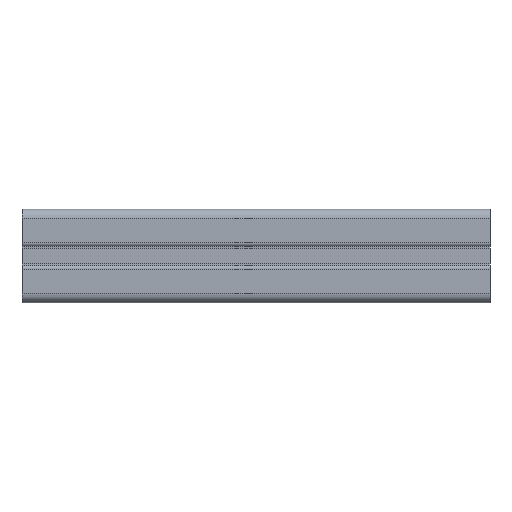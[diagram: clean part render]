
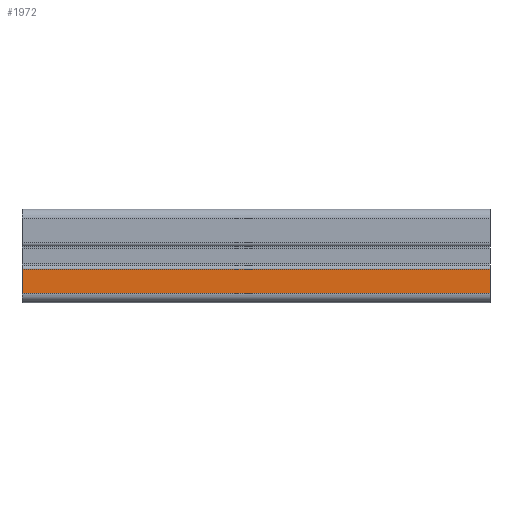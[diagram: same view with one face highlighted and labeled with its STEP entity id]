
A CAD part, left-side view. The second image highlights one B-rep face of the part: STEP entity #1972.
In plain terms, the highlighted planar face has unit normal (-1, 0, 0).
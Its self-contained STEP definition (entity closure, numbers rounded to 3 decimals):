
#119 = CARTESIAN_POINT ( 'NONE',  ( -20., 0., -5.6 ) ) ;
#179 = DIRECTION ( 'NONE',  ( -1., 0., 0. ) ) ;
#332 = VECTOR ( 'NONE', #1084, 1000. ) ;
#364 = CARTESIAN_POINT ( 'NONE',  ( -20., 0., -16. ) ) ;
#368 = EDGE_LOOP ( 'NONE', ( #1256, #4531, #675, #3453 ) ) ;
#498 = VERTEX_POINT ( 'NONE', #3750 ) ;
#675 = ORIENTED_EDGE ( 'NONE', *, *, #5009, .F. ) ;
#889 = VERTEX_POINT ( 'NONE', #3814 ) ;
#1011 = PLANE ( 'NONE',  #2711 ) ;
#1034 = LINE ( 'NONE', #3521, #1574 ) ;
#1084 = DIRECTION ( 'NONE',  ( 0., 0., 1. ) ) ;
#1256 = ORIENTED_EDGE ( 'NONE', *, *, #3412, .T. ) ;
#1574 = VECTOR ( 'NONE', #2700, 1000. ) ;
#1629 = VECTOR ( 'NONE', #4841, 1000. ) ;
#1656 = EDGE_CURVE ( 'NONE', #889, #498, #3352, .T. ) ;
#1840 = DIRECTION ( 'NONE',  ( 0., 1., 0. ) ) ;
#1972 = ADVANCED_FACE ( 'NONE', ( #2459 ), #1011, .T. ) ;
#2135 = DIRECTION ( 'NONE',  ( 0., 0., 1. ) ) ;
#2459 = FACE_OUTER_BOUND ( 'NONE', #368, .T. ) ;
#2700 = DIRECTION ( 'NONE',  ( 0., 0., 1. ) ) ;
#2711 = AXIS2_PLACEMENT_3D ( 'NONE', #4049, #179, #2135 ) ;
#3352 = LINE ( 'NONE', #364, #3651 ) ;
#3394 = VERTEX_POINT ( 'NONE', #4262 ) ;
#3412 = EDGE_CURVE ( 'NONE', #889, #4740, #1034, .T. ) ;
#3453 = ORIENTED_EDGE ( 'NONE', *, *, #1656, .F. ) ;
#3521 = CARTESIAN_POINT ( 'NONE',  ( -20., 0., -16. ) ) ;
#3632 = CARTESIAN_POINT ( 'NONE',  ( -20., 0., -5.6 ) ) ;
#3651 = VECTOR ( 'NONE', #1840, 1000. ) ;
#3750 = CARTESIAN_POINT ( 'NONE',  ( -20., 200., -16. ) ) ;
#3814 = CARTESIAN_POINT ( 'NONE',  ( -20., 0., -16. ) ) ;
#3997 = EDGE_CURVE ( 'NONE', #4740, #3394, #4447, .T. ) ;
#4049 = CARTESIAN_POINT ( 'NONE',  ( -20., 0., -16. ) ) ;
#4074 = LINE ( 'NONE', #4516, #332 ) ;
#4262 = CARTESIAN_POINT ( 'NONE',  ( -20., 200., -5.6 ) ) ;
#4447 = LINE ( 'NONE', #3632, #1629 ) ;
#4516 = CARTESIAN_POINT ( 'NONE',  ( -20., 200., 0. ) ) ;
#4531 = ORIENTED_EDGE ( 'NONE', *, *, #3997, .T. ) ;
#4740 = VERTEX_POINT ( 'NONE', #119 ) ;
#4841 = DIRECTION ( 'NONE',  ( 0., 1., 0. ) ) ;
#5009 = EDGE_CURVE ( 'NONE', #498, #3394, #4074, .T. ) ;
